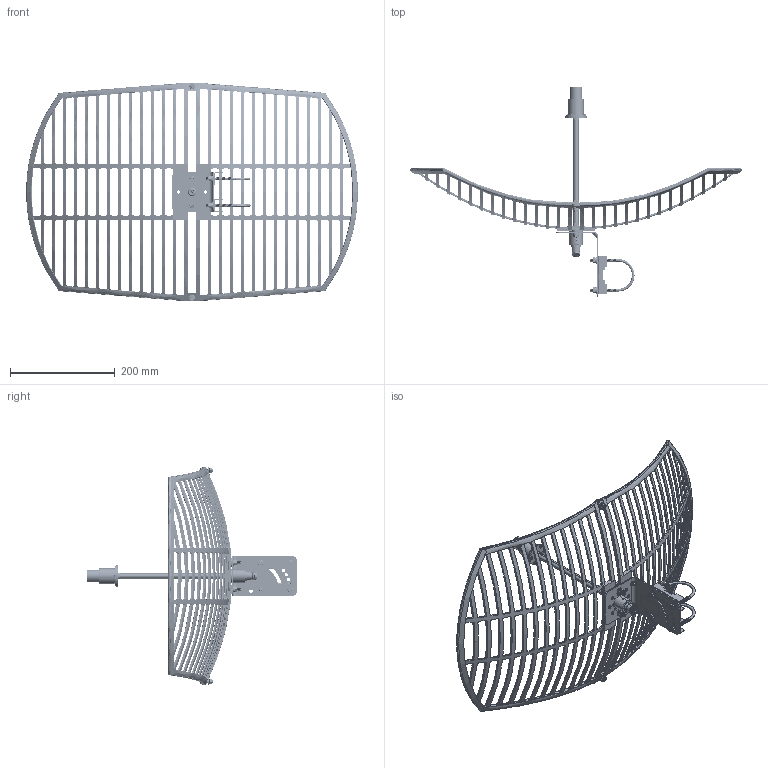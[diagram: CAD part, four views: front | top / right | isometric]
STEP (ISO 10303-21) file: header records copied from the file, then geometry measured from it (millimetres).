
FILE_DESCRIPTION (( 'STEP AP214' ), '1' );
FILE_NAME ('W49GP0627_3D.STEP', '2021-04-08T15:47:23', ( '' ), ( '' ), 'SwSTEP 2.0', 'SolidWorks 2020', '' );
FILE_SCHEMA (( 'AUTOMOTIVE_DESIGN' ));
Length unit declared in the file: inch
Products named in the file (25): 5800P06_21; W24GP0620_01; JM_TA_ASM; DIANPIAN_6X13X1; 5800P06_06; 5800P06_13; HM6X20; KM3X8; M4X4; HM6X30; 5800P06_22; DIANPIAN_6; JM_TA_02; 5800P06_20; JM_TA_01; TANJIE_6; 5800P06_15; 5800P06_ASM; W49GP0627_3D; 5800P06_14; 5800P06_18; 5800P06_01; JM_TA_03; LUOMU_M6; 5800P06_05
Assembly tree (61 placements, depth 3):
  W49GP0627_3D
    W24GP0620_01  x2
    5800P06_ASM
      5800P06_15
      5800P06_06
      5800P06_05
      5800P06_01
      5800P06_14
      5800P06_20
      5800P06_22
      5800P06_18
      5800P06_21
      5800P06_13
      KM3X8  x6
      M4X4  x4
    JM_TA_ASM
      JM_TA_01
      JM_TA_02  x2
      JM_TA_03  x2
      DIANPIAN_6X13X1  x4
      TANJIE_6  x4
      LUOMU_M6  x4
    DIANPIAN_6  x8
    TANJIE_6  x4
    LUOMU_M6  x4
    HM6X30  x2
    HM6X20  x2
Bounding box: 635.31 x 402 x 418.81 mm (x, y, z)
Volume: 509177.3 mm3; surface area: 412999.9 mm2
Topology: 59 solids, 59 shells, 2873 faces, 8024 edges, 5216 vertices
Faces by surface type: cylinder 1235, plane 915, bspline 482, cone 241
Entity records: 108716 total; most frequent: CARTESIAN_POINT 74826, ORIENTED_EDGE 7868, DIRECTION 5125, EDGE_CURVE 3934, VERTEX_POINT 2543, AXIS2_PLACEMENT_3D 1853, B_SPLINE_CURVE_WITH_KNOTS 1846, EDGE_LOOP 1609
